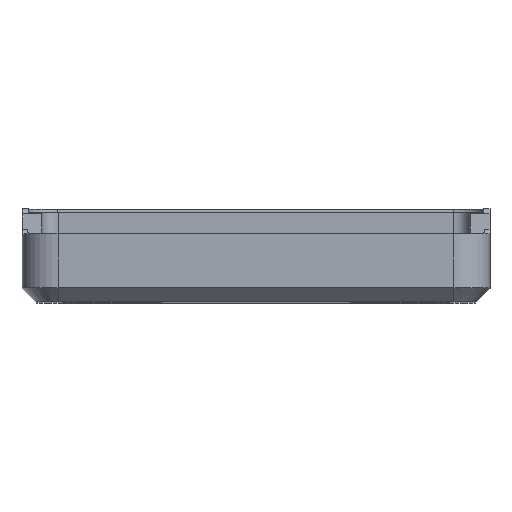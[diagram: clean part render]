
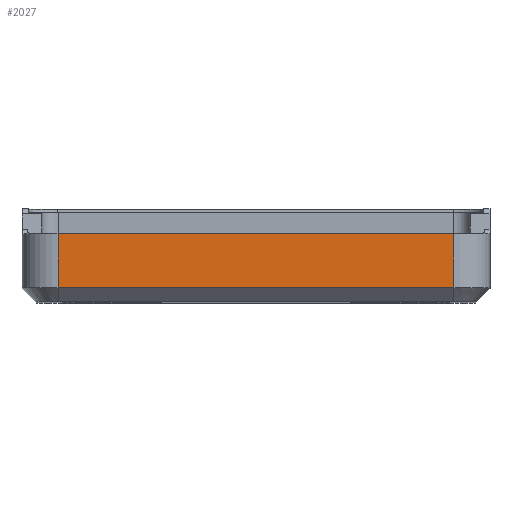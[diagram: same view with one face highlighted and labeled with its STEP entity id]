
A CAD part, top view. The second image highlights one B-rep face of the part: STEP entity #2027.
In plain terms, the highlighted planar face has unit normal (0, 0, 1).
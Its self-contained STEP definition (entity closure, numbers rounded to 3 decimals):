
#32 = EDGE_CURVE ( 'NONE', #3902, #5459, #4993, .T. ) ;
#55 = VERTEX_POINT ( 'NONE', #98 ) ;
#79 = EDGE_CURVE ( 'NONE', #3902, #5994, #1642, .T. ) ;
#98 = CARTESIAN_POINT ( 'NONE',  ( 27.5, 2., 46. ) ) ;
#162 = VECTOR ( 'NONE', #519, 1000. ) ;
#490 = VECTOR ( 'NONE', #552, 1000. ) ;
#519 = DIRECTION ( 'NONE',  ( 0., -1., 0. ) ) ;
#552 = DIRECTION ( 'NONE',  ( 1., 0., 0. ) ) ;
#586 = CARTESIAN_POINT ( 'NONE',  ( -27.5, 9.5, 46. ) ) ;
#908 = LINE ( 'NONE', #4844, #2062 ) ;
#1091 = CARTESIAN_POINT ( 'NONE',  ( -32.5, 9.5, 46. ) ) ;
#1642 = LINE ( 'NONE', #1091, #490 ) ;
#2027 = ADVANCED_FACE ( 'NONE', ( #2354 ), #2858, .F. ) ;
#2062 = VECTOR ( 'NONE', #6858, 1000. ) ;
#2354 = FACE_OUTER_BOUND ( 'NONE', #4502, .T. ) ;
#2532 = CARTESIAN_POINT ( 'NONE',  ( -27.5, 2., 46. ) ) ;
#2858 = PLANE ( 'NONE',  #6621 ) ;
#3195 = ORIENTED_EDGE ( 'NONE', *, *, #32, .T. ) ;
#3902 = VERTEX_POINT ( 'NONE', #586 ) ;
#4007 = CARTESIAN_POINT ( 'NONE',  ( 27.5, 2., 46. ) ) ;
#4502 = EDGE_LOOP ( 'NONE', ( #6726, #6126, #6553, #3195 ) ) ;
#4844 = CARTESIAN_POINT ( 'NONE',  ( 27.5, 18.05, 46. ) ) ;
#4846 = EDGE_CURVE ( 'NONE', #5459, #55, #6697, .T. ) ;
#4993 = LINE ( 'NONE', #5418, #162 ) ;
#5418 = CARTESIAN_POINT ( 'NONE',  ( -27.5, 18.05, 46. ) ) ;
#5459 = VERTEX_POINT ( 'NONE', #2532 ) ;
#5474 = VECTOR ( 'NONE', #6166, 1000. ) ;
#5534 = DIRECTION ( 'NONE',  ( -1., 0., 0. ) ) ;
#5641 = DIRECTION ( 'NONE',  ( 0., 0., -1. ) ) ;
#5865 = EDGE_CURVE ( 'NONE', #55, #5994, #908, .T. ) ;
#5924 = CARTESIAN_POINT ( 'NONE',  ( 27.5, 9.5, 46. ) ) ;
#5994 = VERTEX_POINT ( 'NONE', #5924 ) ;
#6126 = ORIENTED_EDGE ( 'NONE', *, *, #5865, .T. ) ;
#6166 = DIRECTION ( 'NONE',  ( 1., 0., 0. ) ) ;
#6553 = ORIENTED_EDGE ( 'NONE', *, *, #79, .F. ) ;
#6621 = AXIS2_PLACEMENT_3D ( 'NONE', #6689, #5641, #5534 ) ;
#6689 = CARTESIAN_POINT ( 'NONE',  ( -32.5, 18.05, 46. ) ) ;
#6697 = LINE ( 'NONE', #4007, #5474 ) ;
#6726 = ORIENTED_EDGE ( 'NONE', *, *, #4846, .T. ) ;
#6858 = DIRECTION ( 'NONE',  ( 0., 1., 0. ) ) ;
